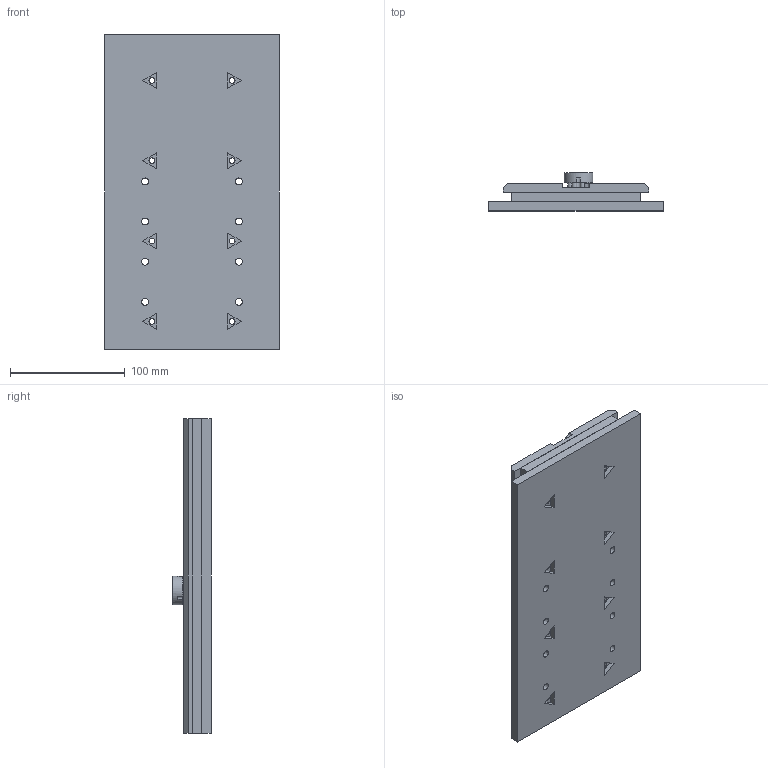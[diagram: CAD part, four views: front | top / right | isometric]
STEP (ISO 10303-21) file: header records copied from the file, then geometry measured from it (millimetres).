
FILE_DESCRIPTION(/* description */ (''),/* implementation_level */ '2;1');
FILE_NAME(/* name */ 'humphrito-Z-axis step.step',/* time_stamp */ '2017-12-07T19:01:31+01:00',/* author */ ('jaknil'),/* organization */ (''),/* preprocessor_version */ 'ST-DEVELOPER v16.13',/* originating_system */ 'Autodesk Translation Framework v6.5.0.72',/* authorisation */ '');
FILE_SCHEMA (('AUTOMOTIVE_DESIGN { 1 0 10303 214 3 1 1 }'));
Length unit declared in the file: millimetre
Products named in the file (1): humphrito-Z-axis-3D-assembly
Bounding box: 152 x 33.2 x 274.5 mm (x, y, z)
Volume: 806063.4 mm3; surface area: 243527 mm2
Topology: 4 solids, 4 shells, 134 faces, 392 edges, 283 vertices
Faces by surface type: plane 69, cylinder 61, bspline 4
Full cylindrical faces by diameter (mm): 5 x16, 5.2 x8, 6 x16, 8 x1, 12.5 x8, 15 x8, 25 x1
Entity records: 29096 total; most frequent: CARTESIAN_POINT 25093, DIRECTION 837, ORIENTED_EDGE 784, EDGE_CURVE 392, AXIS2_PLACEMENT_3D 324, VERTEX_POINT 283, EDGE_LOOP 249, CIRCLE 193
